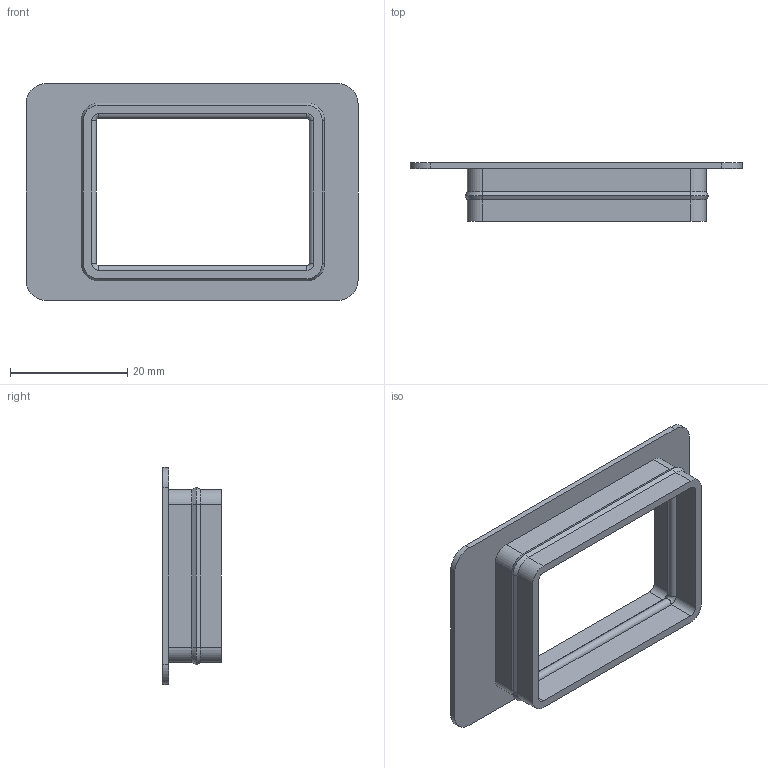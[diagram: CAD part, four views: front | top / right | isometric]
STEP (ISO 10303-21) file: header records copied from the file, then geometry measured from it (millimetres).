
FILE_DESCRIPTION(/* description */ (''),/* implementation_level */ '2;1');
FILE_NAME(/* name */ 'hood-urban.step',/* time_stamp */ '2021-01-13T15:35:35+01:00',/* author */ (''),/* organization */ (''),/* preprocessor_version */ 'ST-DEVELOPER v18.1',/* originating_system */ 'Autodesk Translation Framework v9.7.0.1280',/* authorisation */ '');
FILE_SCHEMA (('AUTOMOTIVE_DESIGN { 1 0 10303 214 3 1 1 }'));
Length unit declared in the file: millimetre
Products named in the file (1): hood-urban
Bounding box: 56.74 x 10 x 37.09 mm (x, y, z)
Volume: 2916.2 mm3; surface area: 4952.8 mm2
Topology: 1 solids, 1 shells, 75 faces, 168 edges, 96 vertices
Faces by surface type: plane 35, cylinder 24, cone 12, torus 4
Entity records: 2071 total; most frequent: DIRECTION 376, CARTESIAN_POINT 340, ORIENTED_EDGE 336, EDGE_CURVE 168, AXIS2_PLACEMENT_3D 132, LINE 112, VECTOR 112, VERTEX_POINT 96
